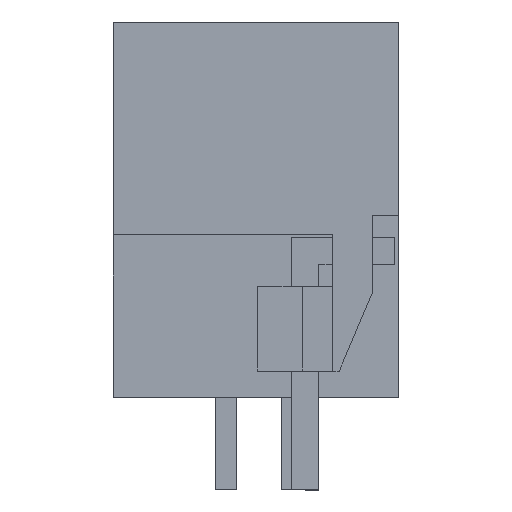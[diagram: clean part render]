
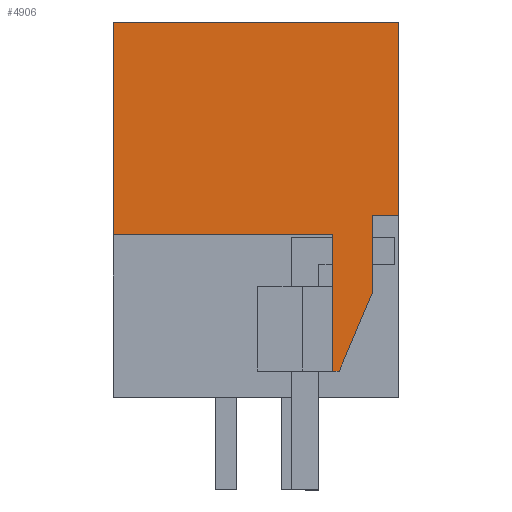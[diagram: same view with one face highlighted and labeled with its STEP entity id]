
A CAD part, left-side view. The second image highlights one B-rep face of the part: STEP entity #4906.
In plain terms, the highlighted planar face has unit normal (-1, 0, 0).
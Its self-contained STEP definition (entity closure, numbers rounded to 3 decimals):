
#4853=AXIS2_PLACEMENT_3D('Plane Axis2P3D',#4850,#4851,#4852) ;
#183=CARTESIAN_POINT('Vertex',(0.,10.8,17.7)) ;
#186=CARTESIAN_POINT('Line Origine',(0.,5.4,17.7)) ;
#190=CARTESIAN_POINT('Vertex',(0.,0.,17.7)) ;
#2365=CARTESIAN_POINT('Line Origine',(0.,0.,14.05)) ;
#2369=CARTESIAN_POINT('Vertex',(0.,0.,10.4)) ;
#3190=CARTESIAN_POINT('Vertex',(0.,10.8,9.65)) ;
#3193=CARTESIAN_POINT('Line Origine',(0.,10.8,13.675)) ;
#4850=CARTESIAN_POINT('Axis2P3D Location',(0.,10.8,0.)) ;
#4855=CARTESIAN_POINT('Line Origine',(0.,6.65,9.65)) ;
#4859=CARTESIAN_POINT('Vertex',(0.,2.5,9.65)) ;
#4862=CARTESIAN_POINT('Line Origine',(0.,2.5,7.075)) ;
#4866=CARTESIAN_POINT('Vertex',(0.,2.5,4.5)) ;
#4869=CARTESIAN_POINT('Line Origine',(0.,2.375,4.5)) ;
#4873=CARTESIAN_POINT('Vertex',(0.,2.25,4.5)) ;
#4876=CARTESIAN_POINT('Line Origine',(0.,1.623,5.979)) ;
#4880=CARTESIAN_POINT('Vertex',(0.,0.997,7.458)) ;
#4883=CARTESIAN_POINT('Line Origine',(0.,0.997,8.929)) ;
#4887=CARTESIAN_POINT('Vertex',(0.,0.997,10.4)) ;
#4890=CARTESIAN_POINT('Line Origine',(0.,0.498,10.4)) ;
#187=DIRECTION('Vector Direction',(0.,-1.,0.)) ;
#2366=DIRECTION('Vector Direction',(0.,0.,1.)) ;
#3194=DIRECTION('Vector Direction',(0.,0.,1.)) ;
#4851=DIRECTION('Axis2P3D Direction',(-1.,0.,0.)) ;
#4852=DIRECTION('Axis2P3D XDirection',(0.,-1.,0.)) ;
#4856=DIRECTION('Vector Direction',(0.,1.,0.)) ;
#4863=DIRECTION('Vector Direction',(0.,0.,1.)) ;
#4870=DIRECTION('Vector Direction',(0.,-1.,0.)) ;
#4877=DIRECTION('Vector Direction',(0.,0.39,-0.921)) ;
#4884=DIRECTION('Vector Direction',(0.,0.,1.)) ;
#4891=DIRECTION('Vector Direction',(0.,-1.,0.)) ;
#188=VECTOR('Line Direction',#187,1.) ;
#2367=VECTOR('Line Direction',#2366,1.) ;
#3195=VECTOR('Line Direction',#3194,1.) ;
#4857=VECTOR('Line Direction',#4856,1.) ;
#4864=VECTOR('Line Direction',#4863,1.) ;
#4871=VECTOR('Line Direction',#4870,1.) ;
#4878=VECTOR('Line Direction',#4877,1.) ;
#4885=VECTOR('Line Direction',#4884,1.) ;
#4892=VECTOR('Line Direction',#4891,1.) ;
#4896=ORIENTED_EDGE('',*,*,#2371,.T.) ;
#4897=ORIENTED_EDGE('',*,*,#192,.T.) ;
#4898=ORIENTED_EDGE('',*,*,#3197,.T.) ;
#4899=ORIENTED_EDGE('',*,*,#4861,.F.) ;
#4900=ORIENTED_EDGE('',*,*,#4868,.F.) ;
#4901=ORIENTED_EDGE('',*,*,#4875,.F.) ;
#4902=ORIENTED_EDGE('',*,*,#4882,.F.) ;
#4903=ORIENTED_EDGE('',*,*,#4889,.F.) ;
#4904=ORIENTED_EDGE('',*,*,#4894,.F.) ;
#4906=ADVANCED_FACE('HOUSING',(#4905),#4854,.T.) ;
#192=EDGE_CURVE('',#191,#184,#189,.F.) ;
#2371=EDGE_CURVE('',#2370,#191,#2368,.T.) ;
#3197=EDGE_CURVE('',#184,#3191,#3196,.F.) ;
#4861=EDGE_CURVE('',#4860,#3191,#4858,.T.) ;
#4868=EDGE_CURVE('',#4867,#4860,#4865,.T.) ;
#4875=EDGE_CURVE('',#4874,#4867,#4872,.F.) ;
#4882=EDGE_CURVE('',#4881,#4874,#4879,.T.) ;
#4889=EDGE_CURVE('',#4888,#4881,#4886,.F.) ;
#4894=EDGE_CURVE('',#2370,#4888,#4893,.F.) ;
#4895=EDGE_LOOP('',(#4896,#4897,#4898,#4899,#4900,#4901,#4902,#4903,#4904)) ;
#4905=FACE_OUTER_BOUND('',#4895,.T.) ;
#189=LINE('Line',#186,#188) ;
#2368=LINE('Line',#2365,#2367) ;
#3196=LINE('Line',#3193,#3195) ;
#4858=LINE('Line',#4855,#4857) ;
#4865=LINE('Line',#4862,#4864) ;
#4872=LINE('Line',#4869,#4871) ;
#4879=LINE('Line',#4876,#4878) ;
#4886=LINE('Line',#4883,#4885) ;
#4893=LINE('Line',#4890,#4892) ;
#4854=PLANE('',#4853) ;
#184=VERTEX_POINT('',#183) ;
#191=VERTEX_POINT('',#190) ;
#2370=VERTEX_POINT('',#2369) ;
#3191=VERTEX_POINT('',#3190) ;
#4860=VERTEX_POINT('',#4859) ;
#4867=VERTEX_POINT('',#4866) ;
#4874=VERTEX_POINT('',#4873) ;
#4881=VERTEX_POINT('',#4880) ;
#4888=VERTEX_POINT('',#4887) ;
